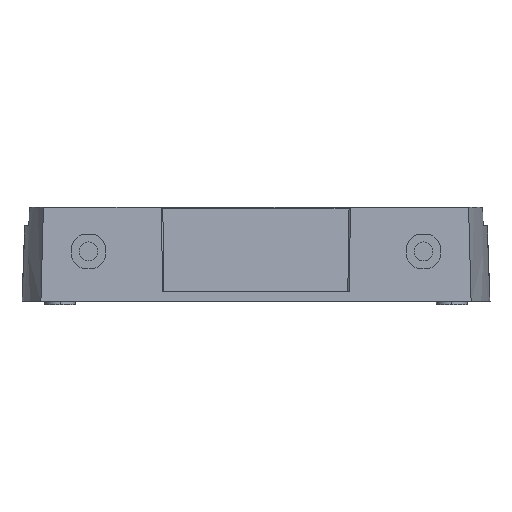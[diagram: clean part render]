
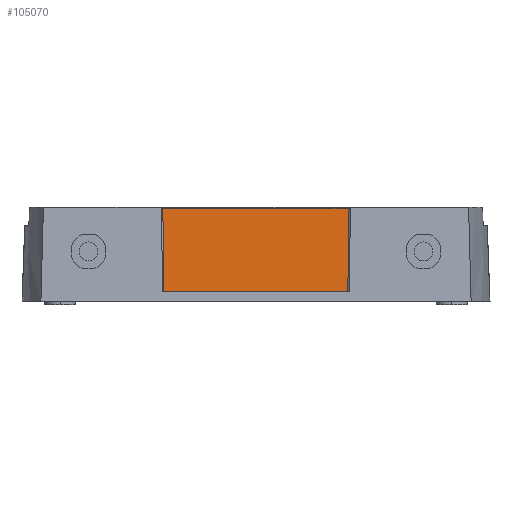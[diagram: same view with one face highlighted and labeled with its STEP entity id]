
A CAD part, left-side view. The second image highlights one B-rep face of the part: STEP entity #105070.
In plain terms, the highlighted face is planar.
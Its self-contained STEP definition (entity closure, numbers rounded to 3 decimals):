
#97420=CARTESIAN_POINT('',(26.512,-9.536,
17.7));
#97430=VERTEX_POINT('',#97420);
#97670=CARTESIAN_POINT('',(27.13,-9.792,
0.));
#97680=VERTEX_POINT('',#97670);
#97710=CARTESIAN_POINT('',(27.13,-9.792,0.));
#97720=DIRECTION('',(-0.035,0.014,
0.999));
#97730=VECTOR('',#97720,1.);
#97740=LINE('',#97710,#97730);
#97750=EDGE_CURVE('',#97680,#97430,#97740,.T.);
#101020=CARTESIAN_POINT('',(26.512,0.,17.7));
#101030=DIRECTION('',(0.,-1.,0.));
#101040=VECTOR('',#101030,1.);
#101050=LINE('',#101020,#101040);
#101060=CARTESIAN_POINT('',(26.512,-49.004,
17.7));
#101070=VERTEX_POINT('',#101060);
#101080=EDGE_CURVE('',#97430,#101070,#101050,.T.);
#101440=CARTESIAN_POINT('',(27.13,-48.748,
0.));
#101450=VERTEX_POINT('',#101440);
#101480=CARTESIAN_POINT('',(27.13,0.,0.));
#101490=DIRECTION('',(0.,1.,0.));
#101500=VECTOR('',#101490,1.);
#101510=LINE('',#101480,#101500);
#101520=EDGE_CURVE('',#101450,#97680,#101510,.T.);
#104910=CARTESIAN_POINT('',(27.2,20.709,
-2.));
#104920=DIRECTION('',(0.999,0.,
0.035));
#104930=DIRECTION('',(0.,1.,0.));
#104940=AXIS2_PLACEMENT_3D('',#104910,#104920,#104930);
#104950=PLANE('',#104940);
#104960=ORIENTED_EDGE('',*,*,#97750,.T.);
#104970=ORIENTED_EDGE('',*,*,#101520,.T.);
#104980=CARTESIAN_POINT('',(27.13,-48.748,0.));
#104990=DIRECTION('',(-0.035,-0.014,
0.999));
#105000=VECTOR('',#104990,1.);
#105010=LINE('',#104980,#105000);
#105020=EDGE_CURVE('',#101450,#101070,#105010,.T.);
#105030=ORIENTED_EDGE('',*,*,#105020,.F.);
#105040=ORIENTED_EDGE('',*,*,#101080,.T.);
#105050=EDGE_LOOP('',(#105040,#105030,#104970,#104960));
#105060=FACE_OUTER_BOUND('',#105050,.T.);
#105070=ADVANCED_FACE('',(#105060),#104950,.T.);
